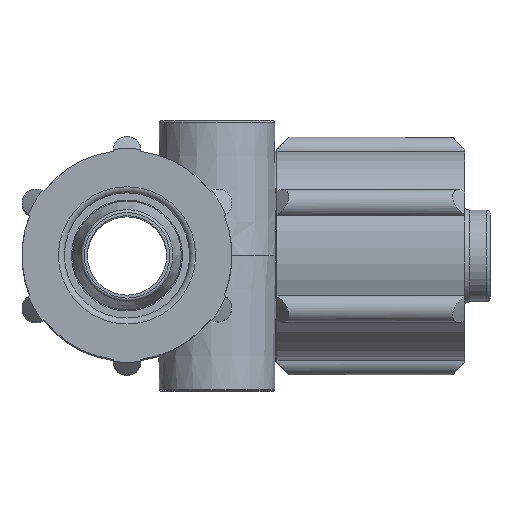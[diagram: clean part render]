
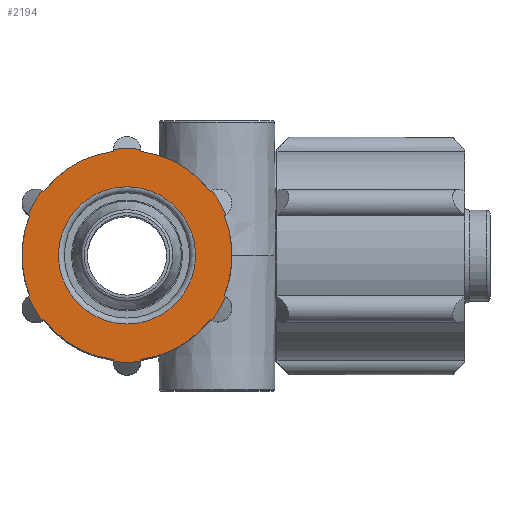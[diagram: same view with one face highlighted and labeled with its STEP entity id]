
A CAD part, top view. The second image highlights one B-rep face of the part: STEP entity #2194.
In plain terms, the highlighted face is planar.
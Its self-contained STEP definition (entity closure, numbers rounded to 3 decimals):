
#99=PLANE('',#2466);
#775=ORIENTED_EDGE('',*,*,#1154,.F.);
#776=ORIENTED_EDGE('',*,*,#1155,.F.);
#777=ORIENTED_EDGE('',*,*,#1156,.T.);
#778=ORIENTED_EDGE('',*,*,#1157,.T.);
#779=ORIENTED_EDGE('',*,*,#1158,.T.);
#780=ORIENTED_EDGE('',*,*,#1159,.F.);
#781=ORIENTED_EDGE('',*,*,#1160,.T.);
#782=ORIENTED_EDGE('',*,*,#1161,.T.);
#783=ORIENTED_EDGE('',*,*,#1162,.T.);
#784=ORIENTED_EDGE('',*,*,#1163,.F.);
#785=ORIENTED_EDGE('',*,*,#1164,.T.);
#786=ORIENTED_EDGE('',*,*,#1165,.T.);
#787=ORIENTED_EDGE('',*,*,#1166,.T.);
#788=ORIENTED_EDGE('',*,*,#1167,.F.);
#789=ORIENTED_EDGE('',*,*,#1168,.T.);
#790=ORIENTED_EDGE('',*,*,#1169,.T.);
#791=ORIENTED_EDGE('',*,*,#1170,.T.);
#792=ORIENTED_EDGE('',*,*,#1171,.F.);
#793=ORIENTED_EDGE('',*,*,#1172,.T.);
#794=ORIENTED_EDGE('',*,*,#1173,.T.);
#795=ORIENTED_EDGE('',*,*,#1174,.T.);
#796=ORIENTED_EDGE('',*,*,#1175,.F.);
#797=ORIENTED_EDGE('',*,*,#1176,.T.);
#798=ORIENTED_EDGE('',*,*,#1177,.T.);
#799=ORIENTED_EDGE('',*,*,#1178,.T.);
#1154=EDGE_CURVE('',#1399,#1399,#1550,.T.);
#1155=EDGE_CURVE('',#1400,#1401,#1551,.F.);
#1156=EDGE_CURVE('',#1400,#1402,#1552,.T.);
#1157=EDGE_CURVE('',#1402,#1403,#1553,.T.);
#1158=EDGE_CURVE('',#1403,#1404,#1554,.T.);
#1159=EDGE_CURVE('',#1405,#1404,#1555,.F.);
#1160=EDGE_CURVE('',#1405,#1406,#1556,.T.);
#1161=EDGE_CURVE('',#1406,#1407,#1557,.T.);
#1162=EDGE_CURVE('',#1407,#1408,#1558,.T.);
#1163=EDGE_CURVE('',#1409,#1408,#1559,.F.);
#1164=EDGE_CURVE('',#1409,#1410,#1560,.T.);
#1165=EDGE_CURVE('',#1410,#1411,#1561,.T.);
#1166=EDGE_CURVE('',#1411,#1412,#1562,.T.);
#1167=EDGE_CURVE('',#1413,#1412,#1563,.F.);
#1168=EDGE_CURVE('',#1413,#1414,#1564,.T.);
#1169=EDGE_CURVE('',#1414,#1415,#1565,.T.);
#1170=EDGE_CURVE('',#1415,#1416,#1566,.T.);
#1171=EDGE_CURVE('',#1417,#1416,#1567,.F.);
#1172=EDGE_CURVE('',#1417,#1418,#1568,.T.);
#1173=EDGE_CURVE('',#1418,#1419,#1569,.T.);
#1174=EDGE_CURVE('',#1419,#1420,#1570,.T.);
#1175=EDGE_CURVE('',#1421,#1420,#1571,.F.);
#1176=EDGE_CURVE('',#1421,#1422,#1572,.T.);
#1177=EDGE_CURVE('',#1422,#1423,#1573,.T.);
#1178=EDGE_CURVE('',#1423,#1401,#1574,.T.);
#1399=VERTEX_POINT('',#4034);
#1400=VERTEX_POINT('',#4036);
#1401=VERTEX_POINT('',#4037);
#1402=VERTEX_POINT('',#4039);
#1403=VERTEX_POINT('',#4041);
#1404=VERTEX_POINT('',#4043);
#1405=VERTEX_POINT('',#4045);
#1406=VERTEX_POINT('',#4047);
#1407=VERTEX_POINT('',#4049);
#1408=VERTEX_POINT('',#4051);
#1409=VERTEX_POINT('',#4053);
#1410=VERTEX_POINT('',#4055);
#1411=VERTEX_POINT('',#4057);
#1412=VERTEX_POINT('',#4059);
#1413=VERTEX_POINT('',#4061);
#1414=VERTEX_POINT('',#4063);
#1415=VERTEX_POINT('',#4065);
#1416=VERTEX_POINT('',#4067);
#1417=VERTEX_POINT('',#4069);
#1418=VERTEX_POINT('',#4071);
#1419=VERTEX_POINT('',#4073);
#1420=VERTEX_POINT('',#4075);
#1421=VERTEX_POINT('',#4077);
#1422=VERTEX_POINT('',#4079);
#1423=VERTEX_POINT('',#4081);
#1550=CIRCLE('',#2467,4.575);
#1551=CIRCLE('',#2468,7.125);
#1552=CIRCLE('',#2469,0.925);
#1553=CIRCLE('',#2470,7.);
#1554=CIRCLE('',#2471,0.925);
#1555=CIRCLE('',#2472,7.125);
#1556=CIRCLE('',#2473,0.925);
#1557=CIRCLE('',#2474,7.);
#1558=CIRCLE('',#2475,0.925);
#1559=CIRCLE('',#2476,7.125);
#1560=CIRCLE('',#2477,0.925);
#1561=CIRCLE('',#2478,7.);
#1562=CIRCLE('',#2479,0.925);
#1563=CIRCLE('',#2480,7.125);
#1564=CIRCLE('',#2481,0.925);
#1565=CIRCLE('',#2482,7.);
#1566=CIRCLE('',#2483,0.925);
#1567=CIRCLE('',#2484,7.125);
#1568=CIRCLE('',#2485,0.925);
#1569=CIRCLE('',#2486,7.);
#1570=CIRCLE('',#2487,0.925);
#1571=CIRCLE('',#2488,7.125);
#1572=CIRCLE('',#2489,0.925);
#1573=CIRCLE('',#2490,7.);
#1574=CIRCLE('',#2491,0.925);
#1778=EDGE_LOOP('',(#775));
#1779=EDGE_LOOP('',(#776,#777,#778,#779,#780,#781,#782,#783,#784,#785,#786,
#787,#788,#789,#790,#791,#792,#793,#794,#795,#796,#797,#798,#799));
#1992=FACE_BOUND('',#1778,.T.);
#1993=FACE_BOUND('',#1779,.T.);
#2194=ADVANCED_FACE('',(#1992,#1993),#99,.T.);
#2466=AXIS2_PLACEMENT_3D('',#4032,#3030,#3031);
#2467=AXIS2_PLACEMENT_3D('',#4033,#3032,#3033);
#2468=AXIS2_PLACEMENT_3D('',#4035,#3034,#3035);
#2469=AXIS2_PLACEMENT_3D('',#4038,#3036,#3037);
#2470=AXIS2_PLACEMENT_3D('',#4040,#3038,#3039);
#2471=AXIS2_PLACEMENT_3D('',#4042,#3040,#3041);
#2472=AXIS2_PLACEMENT_3D('',#4044,#3042,#3043);
#2473=AXIS2_PLACEMENT_3D('',#4046,#3044,#3045);
#2474=AXIS2_PLACEMENT_3D('',#4048,#3046,#3047);
#2475=AXIS2_PLACEMENT_3D('',#4050,#3048,#3049);
#2476=AXIS2_PLACEMENT_3D('',#4052,#3050,#3051);
#2477=AXIS2_PLACEMENT_3D('',#4054,#3052,#3053);
#2478=AXIS2_PLACEMENT_3D('',#4056,#3054,#3055);
#2479=AXIS2_PLACEMENT_3D('',#4058,#3056,#3057);
#2480=AXIS2_PLACEMENT_3D('',#4060,#3058,#3059);
#2481=AXIS2_PLACEMENT_3D('',#4062,#3060,#3061);
#2482=AXIS2_PLACEMENT_3D('',#4064,#3062,#3063);
#2483=AXIS2_PLACEMENT_3D('',#4066,#3064,#3065);
#2484=AXIS2_PLACEMENT_3D('',#4068,#3066,#3067);
#2485=AXIS2_PLACEMENT_3D('',#4070,#3068,#3069);
#2486=AXIS2_PLACEMENT_3D('',#4072,#3070,#3071);
#2487=AXIS2_PLACEMENT_3D('',#4074,#3072,#3073);
#2488=AXIS2_PLACEMENT_3D('',#4076,#3074,#3075);
#2489=AXIS2_PLACEMENT_3D('',#4078,#3076,#3077);
#2490=AXIS2_PLACEMENT_3D('',#4080,#3078,#3079);
#2491=AXIS2_PLACEMENT_3D('',#4082,#3080,#3081);
#3030=DIRECTION('',(1.,0.,0.));
#3031=DIRECTION('',(0.,0.,-1.));
#3032=DIRECTION('',(1.,0.,0.));
#3033=DIRECTION('',(0.,0.,-1.));
#3034=DIRECTION('',(1.,0.,0.));
#3035=DIRECTION('',(0.,0.,-1.));
#3036=DIRECTION('',(1.,0.,0.));
#3037=DIRECTION('',(0.,0.,-1.));
#3038=DIRECTION('',(1.,0.,0.));
#3039=DIRECTION('',(0.,0.,-1.));
#3040=DIRECTION('',(1.,0.,0.));
#3041=DIRECTION('',(0.,0.,-1.));
#3042=DIRECTION('',(1.,0.,0.));
#3043=DIRECTION('',(0.,0.,-1.));
#3044=DIRECTION('',(1.,0.,0.));
#3045=DIRECTION('',(0.,0.,-1.));
#3046=DIRECTION('',(1.,0.,0.));
#3047=DIRECTION('',(0.,0.,-1.));
#3048=DIRECTION('',(1.,0.,0.));
#3049=DIRECTION('',(0.,0.,-1.));
#3050=DIRECTION('',(1.,0.,0.));
#3051=DIRECTION('',(0.,0.,-1.));
#3052=DIRECTION('',(1.,0.,0.));
#3053=DIRECTION('',(0.,0.,-1.));
#3054=DIRECTION('',(1.,0.,0.));
#3055=DIRECTION('',(0.,0.,-1.));
#3056=DIRECTION('',(1.,0.,0.));
#3057=DIRECTION('',(0.,0.,-1.));
#3058=DIRECTION('',(1.,0.,0.));
#3059=DIRECTION('',(0.,0.,-1.));
#3060=DIRECTION('',(1.,0.,0.));
#3061=DIRECTION('',(0.,0.,-1.));
#3062=DIRECTION('',(1.,0.,0.));
#3063=DIRECTION('',(0.,0.,-1.));
#3064=DIRECTION('',(1.,0.,0.));
#3065=DIRECTION('',(0.,0.,-1.));
#3066=DIRECTION('',(1.,0.,0.));
#3067=DIRECTION('',(0.,0.,-1.));
#3068=DIRECTION('',(1.,0.,0.));
#3069=DIRECTION('',(0.,0.,-1.));
#3070=DIRECTION('',(1.,0.,0.));
#3071=DIRECTION('',(0.,0.,-1.));
#3072=DIRECTION('',(1.,0.,0.));
#3073=DIRECTION('',(0.,0.,-1.));
#3074=DIRECTION('',(1.,0.,0.));
#3075=DIRECTION('',(0.,0.,-1.));
#3076=DIRECTION('',(1.,0.,0.));
#3077=DIRECTION('',(0.,0.,-1.));
#3078=DIRECTION('',(1.,0.,0.));
#3079=DIRECTION('',(0.,0.,-1.));
#3080=DIRECTION('',(1.,0.,0.));
#3081=DIRECTION('',(0.,0.,-1.));
#4032=CARTESIAN_POINT('',(12.5,1.75,3.031));
#4033=CARTESIAN_POINT('',(12.5,0.,0.));
#4034=CARTESIAN_POINT('',(12.5,0.,-4.575));
#4035=CARTESIAN_POINT('',(12.5,0.,0.));
#4036=CARTESIAN_POINT('',(12.5,-2.733,-6.58));
#4037=CARTESIAN_POINT('',(12.5,-4.332,-5.657));
#4038=CARTESIAN_POINT('',(12.5,-3.5,-6.062));
#4039=CARTESIAN_POINT('',(12.5,-2.67,-6.471));
#4040=CARTESIAN_POINT('',(12.5,0.,0.));
#4041=CARTESIAN_POINT('',(12.5,2.67,-6.471));
#4042=CARTESIAN_POINT('',(12.5,3.5,-6.062));
#4043=CARTESIAN_POINT('',(12.5,2.733,-6.58));
#4044=CARTESIAN_POINT('',(12.5,0.,0.));
#4045=CARTESIAN_POINT('',(12.5,4.332,-5.657));
#4046=CARTESIAN_POINT('',(12.5,3.5,-6.062));
#4047=CARTESIAN_POINT('',(12.5,4.269,-5.548));
#4048=CARTESIAN_POINT('',(12.5,0.,0.));
#4049=CARTESIAN_POINT('',(12.5,6.939,-0.923));
#4050=CARTESIAN_POINT('',(12.5,7.,0.));
#4051=CARTESIAN_POINT('',(12.5,7.065,-0.923));
#4052=CARTESIAN_POINT('',(12.5,0.,0.));
#4053=CARTESIAN_POINT('',(12.5,7.065,0.923));
#4054=CARTESIAN_POINT('',(12.5,7.,0.));
#4055=CARTESIAN_POINT('',(12.5,6.939,0.923));
#4056=CARTESIAN_POINT('',(12.5,0.,0.));
#4057=CARTESIAN_POINT('',(12.5,4.269,5.548));
#4058=CARTESIAN_POINT('',(12.5,3.5,6.062));
#4059=CARTESIAN_POINT('',(12.5,4.332,5.657));
#4060=CARTESIAN_POINT('',(12.5,0.,0.));
#4061=CARTESIAN_POINT('',(12.5,2.733,6.58));
#4062=CARTESIAN_POINT('',(12.5,3.5,6.062));
#4063=CARTESIAN_POINT('',(12.5,2.67,6.471));
#4064=CARTESIAN_POINT('',(12.5,0.,0.));
#4065=CARTESIAN_POINT('',(12.5,-2.67,6.471));
#4066=CARTESIAN_POINT('',(12.5,-3.5,6.062));
#4067=CARTESIAN_POINT('',(12.5,-2.733,6.58));
#4068=CARTESIAN_POINT('',(12.5,0.,0.));
#4069=CARTESIAN_POINT('',(12.5,-4.332,5.657));
#4070=CARTESIAN_POINT('',(12.5,-3.5,6.062));
#4071=CARTESIAN_POINT('',(12.5,-4.269,5.548));
#4072=CARTESIAN_POINT('',(12.5,0.,0.));
#4073=CARTESIAN_POINT('',(12.5,-6.939,0.923));
#4074=CARTESIAN_POINT('',(12.5,-7.,0.));
#4075=CARTESIAN_POINT('',(12.5,-7.065,0.923));
#4076=CARTESIAN_POINT('',(12.5,0.,0.));
#4077=CARTESIAN_POINT('',(12.5,-7.065,-0.923));
#4078=CARTESIAN_POINT('',(12.5,-7.,0.));
#4079=CARTESIAN_POINT('',(12.5,-6.939,-0.923));
#4080=CARTESIAN_POINT('',(12.5,0.,0.));
#4081=CARTESIAN_POINT('',(12.5,-4.269,-5.548));
#4082=CARTESIAN_POINT('',(12.5,-3.5,-6.062));
